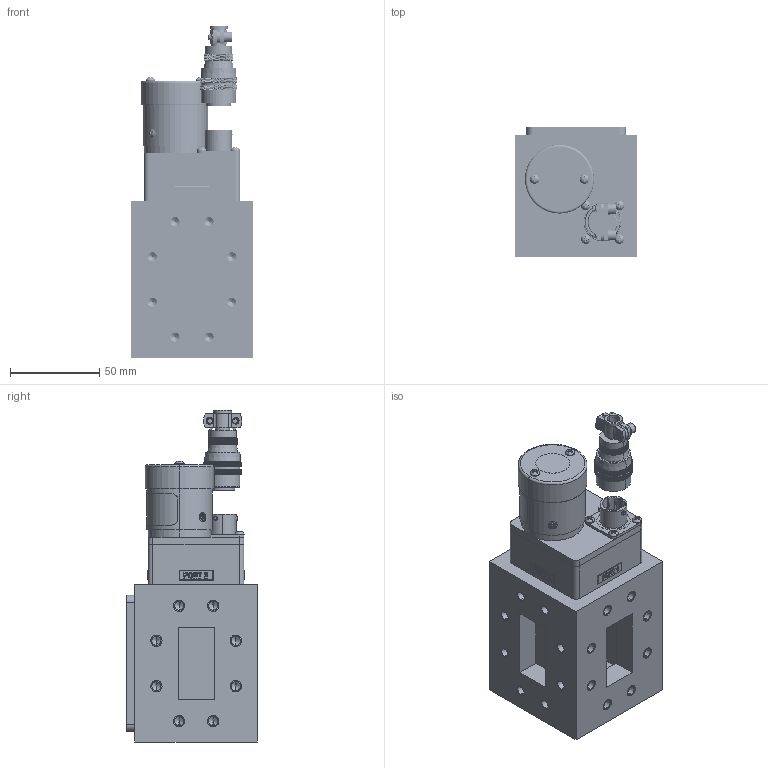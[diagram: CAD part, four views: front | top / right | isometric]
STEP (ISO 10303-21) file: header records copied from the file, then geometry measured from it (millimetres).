
FILE_DESCRIPTION (( 'STEP AP214' ), '1' );
FILE_NAME ('PEWGS6032 ¦ FMWGS6032.step', '2021-04-23T16:15:55', ( '' ), ( '' ), 'SwSTEP 2.0', 'SolidWorks 2020', '' );
FILE_SCHEMA (( 'AUTOMOTIVE_DESIGN' ));
Length unit declared in the file: inch
Products named in the file (1): PEWGS6032 ｦ FMWGS6032
Bounding box: 68.58 x 73.15 x 185.89 mm (x, y, z)
Volume: 413428.5 mm3; surface area: 86407 mm2
Topology: 11 solids, 20 shells, 8485 faces, 19483 edges, 11129 vertices
Faces by surface type: bspline 5535, cylinder 1868, plane 709, cone 311, torus 46, sphere 16
Entity records: 404250 total; most frequent: CARTESIAN_POINT 179149, ORIENTED_EDGE 38774, EDGE_CURVE 19387, DIRECTION 11709, VERTEX_POINT 11129, EDGE_LOOP 8686, ADVANCED_FACE 8485, FACE_OUTER_BOUND 8485
